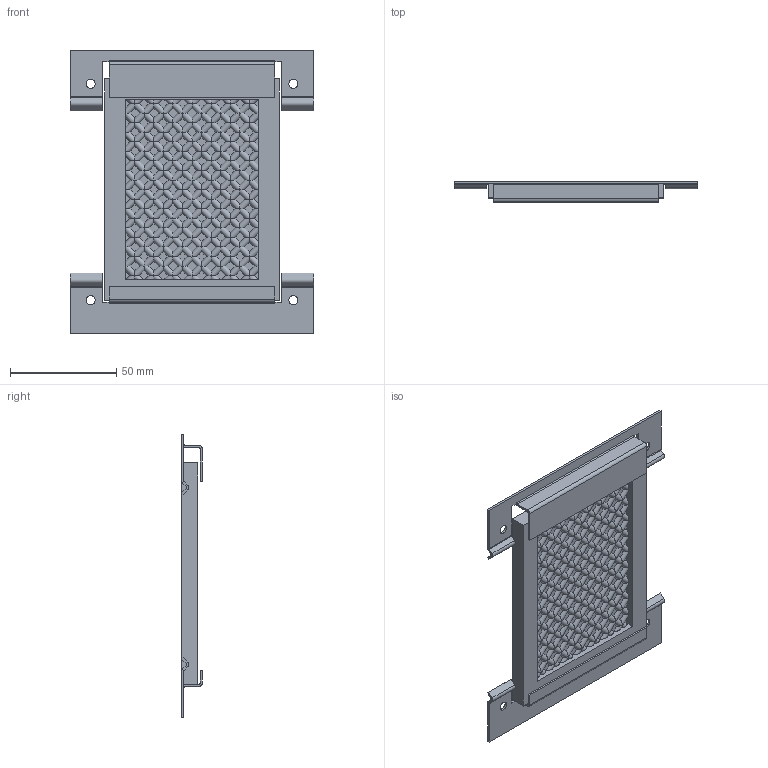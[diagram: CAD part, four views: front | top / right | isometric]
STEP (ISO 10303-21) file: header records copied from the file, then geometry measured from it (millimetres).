
FILE_DESCRIPTION (( 'STEP AP203' ), '1' );
FILE_NAME ('SCE-FLT34.step', '2021-02-09T22:16:46', ( 'ADC123' ), ( 'Microsoft' ), 'SwSTEP 2.0', 'SolidWorks 2019', '' );
FILE_SCHEMA (( 'CONFIG_CONTROL_DESIGN' ));
Length unit declared in the file: inch
Products named in the file (1): SCE-FLT34
Bounding box: 114.3 x 9.75 x 133.35 mm (x, y, z)
Volume: 41968.5 mm3; surface area: 38021.2 mm2
Topology: 3 solids, 3 shells, 944 faces, 2552 edges, 1616 vertices
Faces by surface type: cylinder 588, plane 356
Full cylindrical faces by diameter (mm): 4.216 x4
Entity records: 28795 total; most frequent: CARTESIAN_POINT 8577, ORIENTED_EDGE 5096, DIRECTION 3338, EDGE_CURVE 2548, VERTEX_POINT 1616, LINE 1336, VECTOR 1336, AXIS2_PLACEMENT_3D 1001
